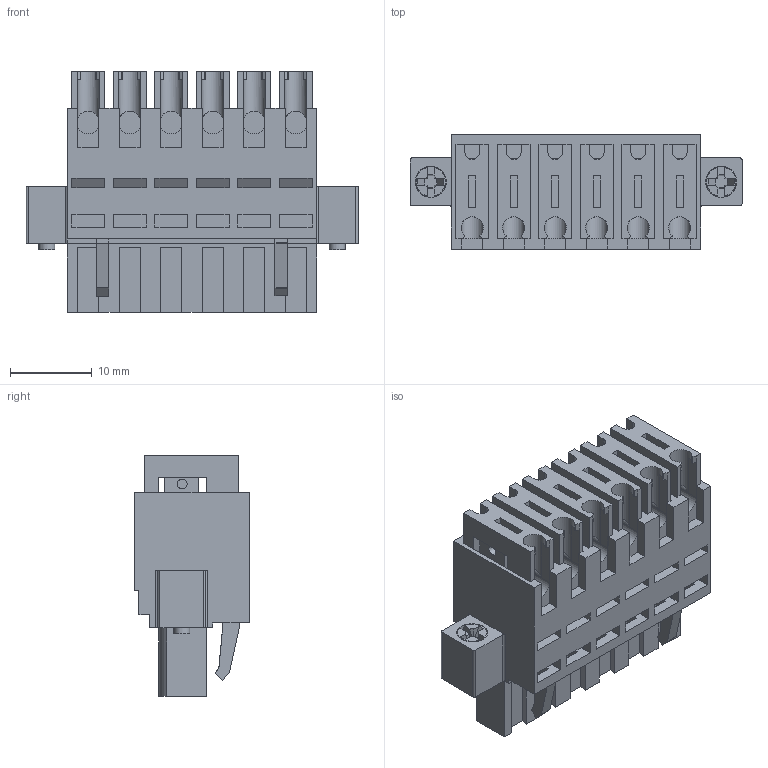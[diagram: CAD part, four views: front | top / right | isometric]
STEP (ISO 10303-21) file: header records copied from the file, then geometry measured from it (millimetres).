
FILE_DESCRIPTION( ( 'Unknown' ), '1' );
FILE_NAME( '691359740006.stp', 'Unknown', ( 'Unknown' ), ( 'Unknown' ), 'PSStep 18.0.17', 'Unknown', ' ' );
FILE_SCHEMA( ( 'AUTOMOTIVE_DESIGN { 1 0 10303 214 1 1 1 1 }' ) );
Length unit declared in the file: millimetre
Products named in the file (5): Assem1; 6913597400xx; 691(358710)(359740)0xx_Actuator; 6913597400xx_Vis; 691359740006
Assembly tree (15 placements, depth 2):
  Assem1
    6913597400xx  x6
    691(358710)(359740)0xx_Actuator  x6
    6913597400xx_Vis  x2
    691359740006
Bounding box: 40.64 x 14 x 29.5 mm (x, y, z)
Volume: 5698.1 mm3; surface area: 14389.3 mm2
Topology: 9 solids, 15 shells, 1983 faces, 5658 edges, 3696 vertices
Faces by surface type: plane 1390, cylinder 531, torus 30, bspline 24, cone 8
Full cylindrical faces by diameter (mm): 1.2 x6, 1.5 x6, 2 x2, 2.4 x2, 2.5 x2, 2.9 x6, 3.8 x4
Entity records: 31846 total; most frequent: CARTESIAN_POINT 5647, ORIENTED_EDGE 4274, DIRECTION 3932, EDGE_CURVE 2137, LINE 1842, VECTOR 1842, VERTEX_POINT 1424, AXIS2_PLACEMENT_3D 1045
